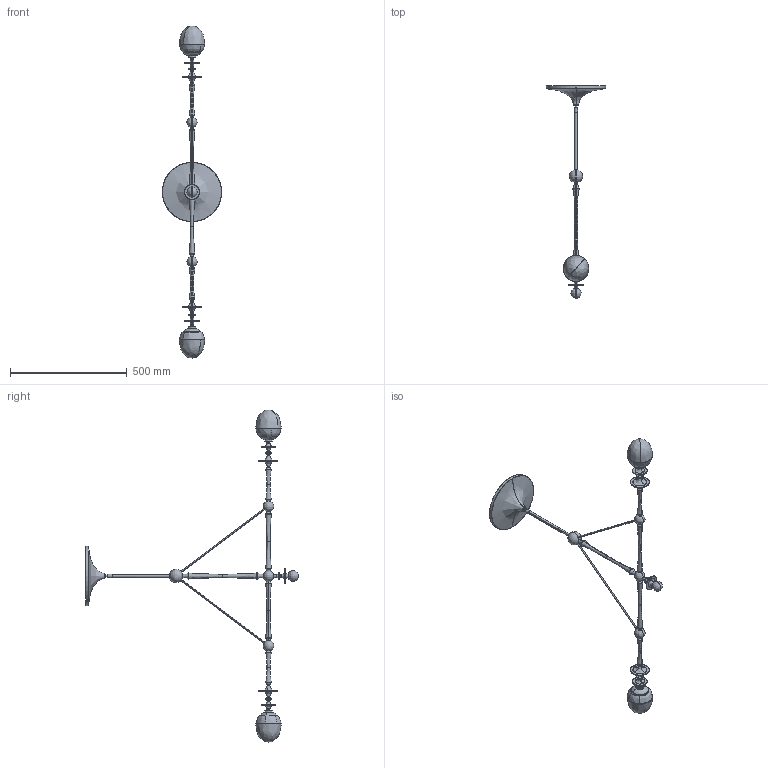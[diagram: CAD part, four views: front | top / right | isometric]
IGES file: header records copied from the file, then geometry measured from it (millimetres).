
Start section: SolidWorks IGES file using analytic representation for surfaces
Global section: file name: Two Arm Pendant _V7.IGS; native system: SolidWorks 2022; preprocessor: SolidWorks 2022; author: Dan Whitsell; date: 221223.120301; units: millimetre
Bounding box: 254 x 909.57 x 1420.06 mm (x, y, z)
Surface area: 622365.6 mm2 (no closed solid volume)
Topology: 0 solids, 0 shells, 853 faces, 12408 edges, 12379 vertices
Faces by surface type: bspline 444, revolution 409
